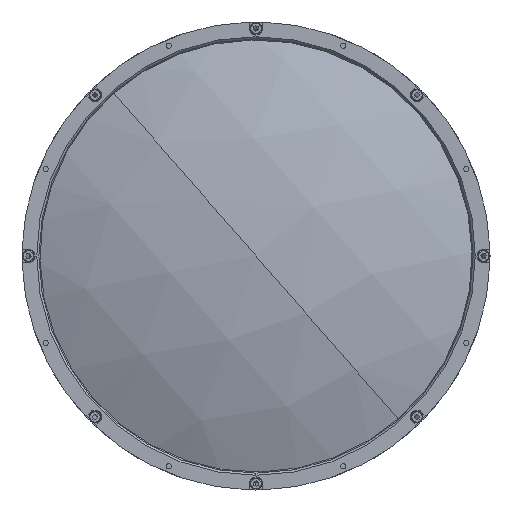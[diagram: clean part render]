
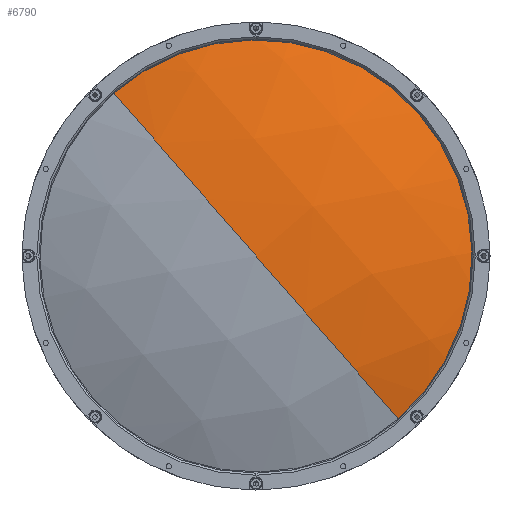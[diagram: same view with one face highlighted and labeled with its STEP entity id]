
A CAD part, left-side view. The second image highlights one B-rep face of the part: STEP entity #6790.
In plain terms, the highlighted spherical face has radius 264.145 mm.
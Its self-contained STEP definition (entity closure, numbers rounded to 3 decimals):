
#103 = DIRECTION ( 'NONE',  ( 0., -0.753, 0.657 ) ) ;
#1560 = AXIS2_PLACEMENT_3D ( 'NONE', #5411, #7017, #5201 ) ;
#1619 = EDGE_LOOP ( 'NONE', ( #4821, #8577, #16075 ) ) ;
#1680 = EDGE_CURVE ( 'NONE', #8150, #5632, #18983, .T. ) ;
#2071 = CARTESIAN_POINT ( 'NONE',  ( -3.1, 0., 0. ) ) ;
#2216 = EDGE_CURVE ( 'NONE', #8150, #6429, #4559, .T. ) ;
#2659 = CARTESIAN_POINT ( 'NONE',  ( 18.666, 69.034, 79.116 ) ) ;
#2756 = EDGE_CURVE ( 'NONE', #6429, #5632, #14960, .T. ) ;
#2822 = DIRECTION ( 'NONE',  ( 0., -0.657, -0.753 ) ) ;
#4354 = DIRECTION ( 'NONE',  ( 0., -0.753, 0.657 ) ) ;
#4559 = CIRCLE ( 'NONE', #7946, 105. ) ;
#4821 = ORIENTED_EDGE ( 'NONE', *, *, #2216, .T. ) ;
#5201 = DIRECTION ( 'NONE',  ( 0., -0.657, -0.753 ) ) ;
#5411 = CARTESIAN_POINT ( 'NONE',  ( 261.045, 0., 0. ) ) ;
#5632 = VERTEX_POINT ( 'NONE', #2071 ) ;
#6429 = VERTEX_POINT ( 'NONE', #2659 ) ;
#6609 = SPHERICAL_SURFACE ( 'NONE', #8210, 264.145 ) ;
#6790 = ADVANCED_FACE ( 'NONE', ( #19277 ), #6609, .T. ) ;
#6853 = DIRECTION ( 'NONE',  ( -1., 0., 0. ) ) ;
#7017 = DIRECTION ( 'NONE',  ( 0., -0.753, 0.657 ) ) ;
#7926 = CARTESIAN_POINT ( 'NONE',  ( 18.666, -69.034, -79.116 ) ) ;
#7946 = AXIS2_PLACEMENT_3D ( 'NONE', #12669, #6853, #103 ) ;
#8150 = VERTEX_POINT ( 'NONE', #7926 ) ;
#8210 = AXIS2_PLACEMENT_3D ( 'NONE', #12306, #4354, #2822 ) ;
#8342 = AXIS2_PLACEMENT_3D ( 'NONE', #11841, #18533, #11023 ) ;
#8577 = ORIENTED_EDGE ( 'NONE', *, *, #2756, .T. ) ;
#11023 = DIRECTION ( 'NONE',  ( 0., 0.657, 0.753 ) ) ;
#11841 = CARTESIAN_POINT ( 'NONE',  ( 261.045, 0., 0. ) ) ;
#12306 = CARTESIAN_POINT ( 'NONE',  ( 261.045, 0., 0. ) ) ;
#12669 = CARTESIAN_POINT ( 'NONE',  ( 18.666, 0., 0. ) ) ;
#14960 = CIRCLE ( 'NONE', #1560, 264.145 ) ;
#16075 = ORIENTED_EDGE ( 'NONE', *, *, #1680, .F. ) ;
#18533 = DIRECTION ( 'NONE',  ( 0., 0.753, -0.657 ) ) ;
#18983 = CIRCLE ( 'NONE', #8342, 264.145 ) ;
#19277 = FACE_OUTER_BOUND ( 'NONE', #1619, .T. ) ;
